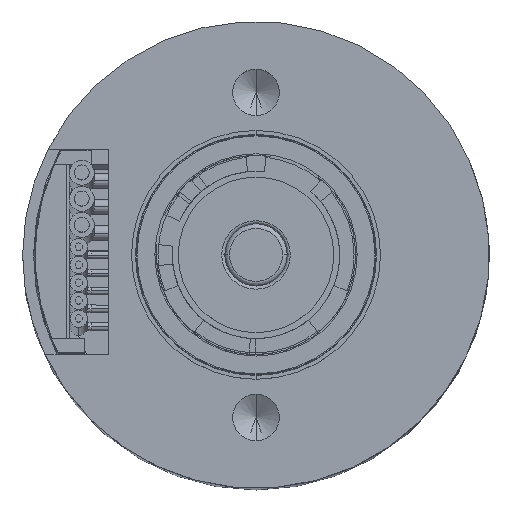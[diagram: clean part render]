
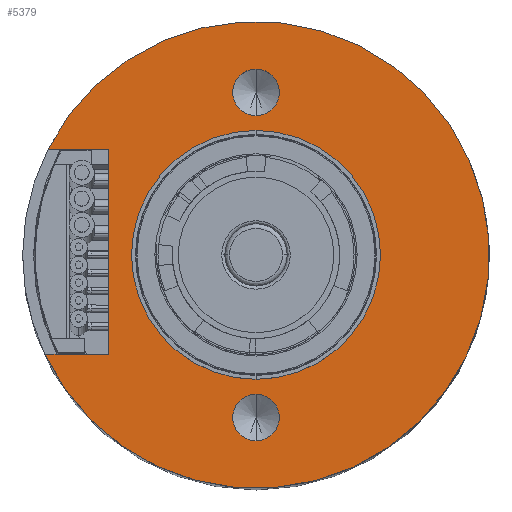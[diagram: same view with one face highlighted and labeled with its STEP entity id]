
A CAD part, top view. The second image highlights one B-rep face of the part: STEP entity #5379.
In plain terms, the highlighted planar face has unit normal (0, 0, 1).
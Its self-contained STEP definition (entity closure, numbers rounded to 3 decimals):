
#1005=DIRECTION('',(1.,0.,0.));
#1006=VECTOR('',#1005,3.87);
#1007=CARTESIAN_POINT('',(-13.37,6.8,62.6));
#1008=LINE('',#1007,#1006);
#1009=DIRECTION('',(1.,0.,0.));
#1010=VECTOR('',#1009,4.066);
#1011=CARTESIAN_POINT('',(-13.566,-6.4,62.6));
#1012=LINE('',#1011,#1010);
#1013=DIRECTION('',(0.,1.,0.));
#1014=VECTOR('',#1013,13.2);
#1015=CARTESIAN_POINT('',(-9.5,-6.4,62.6));
#1016=LINE('',#1015,#1014);
#1017=CARTESIAN_POINT('',(0.,0.,62.6));
#1018=DIRECTION('',(0.,0.,-1.));
#1019=DIRECTION('',(0.,-1.,0.));
#1020=AXIS2_PLACEMENT_3D('',#1017,#1018,#1019);
#1022=CARTESIAN_POINT('',(0.,0.,62.6));
#1023=DIRECTION('',(0.,0.,1.));
#1024=DIRECTION('',(0.,-1.,0.));
#1025=AXIS2_PLACEMENT_3D('',#1022,#1023,#1024);
#1027=CARTESIAN_POINT('',(0.,10.45,62.6));
#1028=DIRECTION('',(0.,0.,1.));
#1029=DIRECTION('',(0.,1.,0.));
#1030=AXIS2_PLACEMENT_3D('',#1027,#1028,#1029);
#1032=CARTESIAN_POINT('',(0.,10.45,62.6));
#1033=DIRECTION('',(0.,0.,1.));
#1034=DIRECTION('',(0.,-1.,0.));
#1035=AXIS2_PLACEMENT_3D('',#1032,#1033,#1034);
#1037=CARTESIAN_POINT('',(0.,-10.45,62.6));
#1038=DIRECTION('',(0.,0.,-1.));
#1039=DIRECTION('',(0.,-1.,0.));
#1040=AXIS2_PLACEMENT_3D('',#1037,#1038,#1039);
#1042=CARTESIAN_POINT('',(0.,-10.45,62.6));
#1043=DIRECTION('',(0.,0.,-1.));
#1044=DIRECTION('',(0.,1.,0.));
#1045=AXIS2_PLACEMENT_3D('',#1042,#1043,#1044);
#1744=CARTESIAN_POINT('',(0.,0.,62.6));
#1745=DIRECTION('',(0.,0.,1.));
#1746=DIRECTION('',(-0.904,-0.427,0.));
#1747=AXIS2_PLACEMENT_3D('',#1744,#1745,#1746);
#3408=CARTESIAN_POINT('',(0.,-7.75,62.6));
#3409=VERTEX_POINT('',#3408);
#3412=CARTESIAN_POINT('',(0.,7.75,62.6));
#3413=VERTEX_POINT('',#3412);
#3418=CARTESIAN_POINT('',(-13.37,6.8,62.6));
#3419=CARTESIAN_POINT('',(-9.5,6.8,62.6));
#3420=VERTEX_POINT('',#3418);
#3421=VERTEX_POINT('',#3419);
#3422=CARTESIAN_POINT('',(-13.566,-6.4,62.6));
#3423=CARTESIAN_POINT('',(-9.5,-6.4,62.6));
#3424=VERTEX_POINT('',#3422);
#3425=VERTEX_POINT('',#3423);
#3452=CARTESIAN_POINT('',(0.,11.95,62.6));
#3453=CARTESIAN_POINT('',(0.,8.95,62.6));
#3454=VERTEX_POINT('',#3452);
#3455=VERTEX_POINT('',#3453);
#3462=CARTESIAN_POINT('',(0.,-11.95,62.6));
#3463=VERTEX_POINT('',#3462);
#3464=CARTESIAN_POINT('',(0.,-8.95,62.6));
#3465=VERTEX_POINT('',#3464);
#5348=CARTESIAN_POINT('',(0.,0.,62.6));
#5349=DIRECTION('',(0.,0.,1.));
#5350=DIRECTION('',(0.,1.,0.));
#5351=AXIS2_PLACEMENT_3D('',#5348,#5349,#5350);
#5352=PLANE('',#5351);
#5354=ORIENTED_EDGE('',*,*,#5353,.F.);
#5356=ORIENTED_EDGE('',*,*,#5355,.F.);
#5358=ORIENTED_EDGE('',*,*,#5357,.T.);
#5360=ORIENTED_EDGE('',*,*,#5359,.T.);
#5361=EDGE_LOOP('',(#5354,#5356,#5358,#5360));
#5362=FACE_OUTER_BOUND('',#5361,.F.);
#5363=ORIENTED_EDGE('',*,*,#5341,.F.);
#5364=ORIENTED_EDGE('',*,*,#5330,.T.);
#5365=EDGE_LOOP('',(#5363,#5364));
#5366=FACE_BOUND('',#5365,.F.);
#5368=ORIENTED_EDGE('',*,*,#5367,.T.);
#5370=ORIENTED_EDGE('',*,*,#5369,.T.);
#5371=EDGE_LOOP('',(#5368,#5370));
#5372=FACE_BOUND('',#5371,.F.);
#5374=ORIENTED_EDGE('',*,*,#5373,.F.);
#5376=ORIENTED_EDGE('',*,*,#5375,.F.);
#5377=EDGE_LOOP('',(#5374,#5376));
#5378=FACE_BOUND('',#5377,.F.);
#5379=ADVANCED_FACE('',(#5362,#5366,#5372,#5378),#5352,.T.);
#1021=CIRCLE('',#1020,7.75);
#1026=CIRCLE('',#1025,7.75);
#1031=CIRCLE('',#1030,1.5);
#1036=CIRCLE('',#1035,1.5);
#1041=CIRCLE('',#1040,1.5);
#1046=CIRCLE('',#1045,1.5);
#1748=CIRCLE('',#1747,15.);
#5330=EDGE_CURVE('',#3409,#3413,#1026,.T.);
#5341=EDGE_CURVE('',#3409,#3413,#1021,.T.);
#5353=EDGE_CURVE('',#3420,#3421,#1008,.T.);
#5355=EDGE_CURVE('',#3424,#3420,#1748,.T.);
#5357=EDGE_CURVE('',#3424,#3425,#1012,.T.);
#5359=EDGE_CURVE('',#3425,#3421,#1016,.T.);
#5367=EDGE_CURVE('',#3454,#3455,#1031,.T.);
#5369=EDGE_CURVE('',#3455,#3454,#1036,.T.);
#5373=EDGE_CURVE('',#3463,#3465,#1041,.T.);
#5375=EDGE_CURVE('',#3465,#3463,#1046,.T.);
